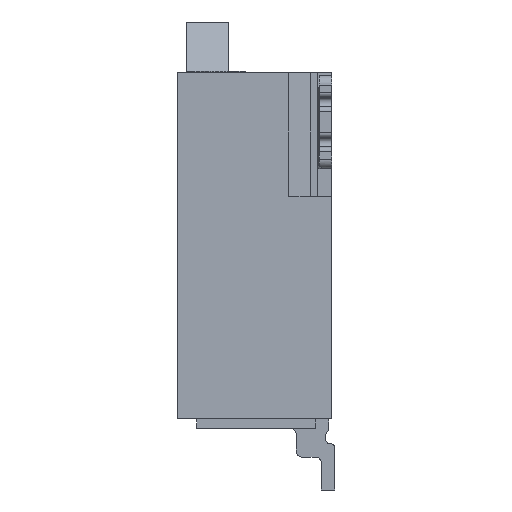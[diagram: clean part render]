
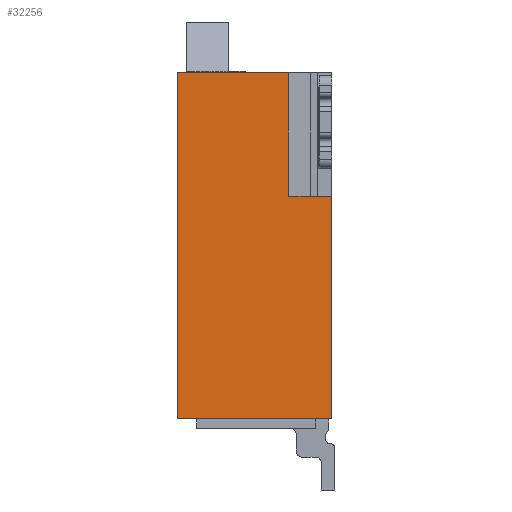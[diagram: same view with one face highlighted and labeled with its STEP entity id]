
A CAD part, left-side view. The second image highlights one B-rep face of the part: STEP entity #32256.
In plain terms, the highlighted planar face has unit normal (-1, 0, 0).
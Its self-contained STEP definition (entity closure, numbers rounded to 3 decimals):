
#25119=DIRECTION('',(0.,0.,-1.));
#25120=VECTOR('',#25119,2.);
#25121=CARTESIAN_POINT('',(47.3,56.195,5.6));
#25122=LINE('',#25121,#25120);
#25123=DIRECTION('',(0.,-1.,0.));
#25124=VECTOR('',#25123,0.695);
#25125=CARTESIAN_POINT('',(47.3,56.195,3.6));
#25126=LINE('',#25125,#25124);
#25127=DIRECTION('',(0.,0.,-1.));
#25128=VECTOR('',#25127,3.6);
#25129=CARTESIAN_POINT('',(47.3,55.5,3.6));
#25130=LINE('',#25129,#25128);
#25131=DIRECTION('',(0.,1.,0.));
#25132=VECTOR('',#25131,2.5);
#25133=CARTESIAN_POINT('',(47.3,55.5,0.));
#25134=LINE('',#25133,#25132);
#25135=DIRECTION('',(0.,0.,1.));
#25136=VECTOR('',#25135,5.6);
#25137=CARTESIAN_POINT('',(47.3,58.,0.));
#25138=LINE('',#25137,#25136);
#25139=DIRECTION('',(0.,-1.,0.));
#25140=VECTOR('',#25139,1.805);
#25141=CARTESIAN_POINT('',(47.3,58.,5.6));
#25142=LINE('',#25141,#25140);
#27411=CARTESIAN_POINT('',(47.3,56.195,5.6));
#27412=VERTEX_POINT('',#27411);
#27413=CARTESIAN_POINT('',(47.3,58.,5.6));
#27414=VERTEX_POINT('',#27413);
#27443=CARTESIAN_POINT('',(47.3,55.5,3.6));
#27444=CARTESIAN_POINT('',(47.3,55.5,0.));
#27445=VERTEX_POINT('',#27443);
#27446=VERTEX_POINT('',#27444);
#27449=CARTESIAN_POINT('',(47.3,58.,0.));
#27450=VERTEX_POINT('',#27449);
#28339=CARTESIAN_POINT('',(47.3,56.195,3.6));
#28341=VERTEX_POINT('',#28339);
#32241=CARTESIAN_POINT('',(47.3,56.75,2.8));
#32242=DIRECTION('',(1.,0.,0.));
#32243=DIRECTION('',(0.,-1.,0.));
#32244=AXIS2_PLACEMENT_3D('',#32241,#32242,#32243);
#32245=PLANE('',#32244);
#32247=ORIENTED_EDGE('',*,*,#32246,.T.);
#32249=ORIENTED_EDGE('',*,*,#32248,.T.);
#32250=ORIENTED_EDGE('',*,*,#31013,.T.);
#32251=ORIENTED_EDGE('',*,*,#31053,.T.);
#32252=ORIENTED_EDGE('',*,*,#32223,.T.);
#32253=ORIENTED_EDGE('',*,*,#30974,.T.);
#32254=EDGE_LOOP('',(#32247,#32249,#32250,#32251,#32252,#32253));
#32255=FACE_OUTER_BOUND('',#32254,.F.);
#30974=EDGE_CURVE('',#27414,#27412,#25142,.T.);
#31013=EDGE_CURVE('',#27445,#27446,#25130,.T.);
#31053=EDGE_CURVE('',#27446,#27450,#25134,.T.);
#32223=EDGE_CURVE('',#27450,#27414,#25138,.T.);
#32246=EDGE_CURVE('',#27412,#28341,#25122,.T.);
#32248=EDGE_CURVE('',#28341,#27445,#25126,.T.);
#32256=ADVANCED_FACE('',(#32255),#32245,.F.);
